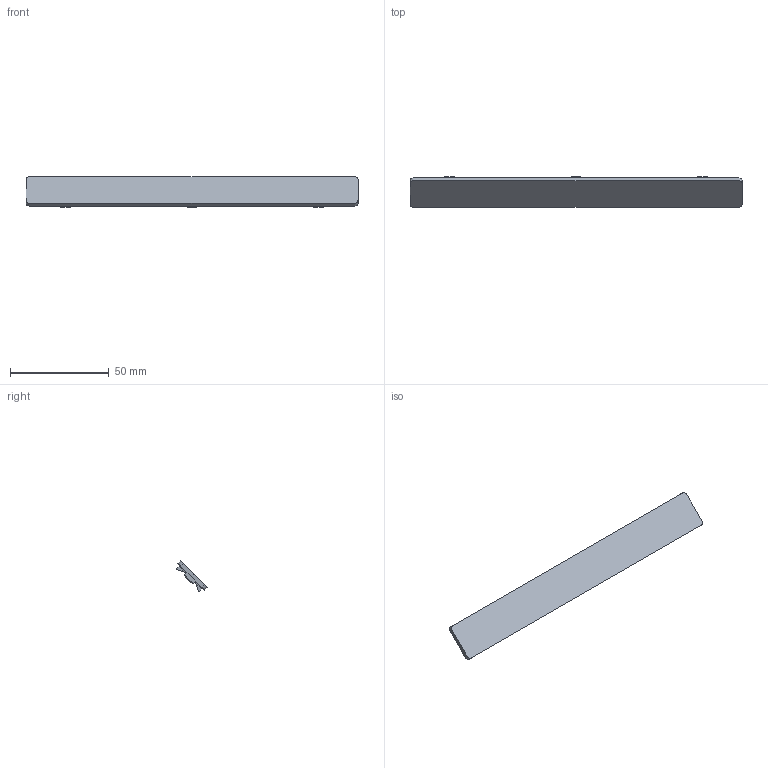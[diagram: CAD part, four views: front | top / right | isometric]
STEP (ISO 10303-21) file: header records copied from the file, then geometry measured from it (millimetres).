
FILE_DESCRIPTION(/* description */ (''),/* implementation_level */ '2;1');
FILE_NAME(/* name */ 'Diffuser S.step',/* time_stamp */ '2024-03-24T23:05:59+01:00',/* author */ (''),/* organization */ (''),/* preprocessor_version */ 'ST-DEVELOPER v20',/* originating_system */ 'Autodesk Translation Framework v12.20.1.177',/* authorisation */ '');
FILE_SCHEMA (('AUTOMOTIVE_DESIGN { 1 0 10303 214 3 1 1 }'));
Length unit declared in the file: millimetre
Products named in the file (1): Diffuser
Bounding box: 168 x 15.44 x 15.44 mm (x, y, z)
Volume: 6678.8 mm3; surface area: 7346.1 mm2
Topology: 1 solids, 1 shells, 74 faces, 188 edges, 124 vertices
Faces by surface type: plane 46, cylinder 28
Entity records: 2317 total; most frequent: CARTESIAN_POINT 471, ORIENTED_EDGE 376, DIRECTION 370, EDGE_CURVE 188, LINE 132, VECTOR 132, VERTEX_POINT 124, AXIS2_PLACEMENT_3D 119
